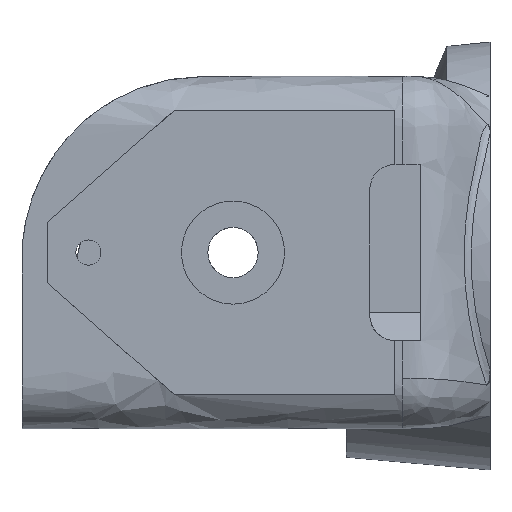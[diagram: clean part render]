
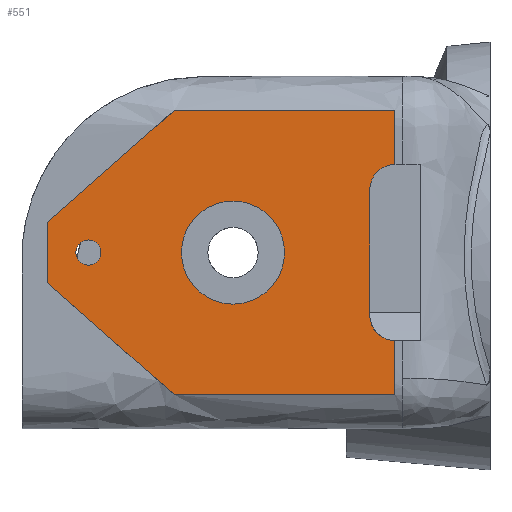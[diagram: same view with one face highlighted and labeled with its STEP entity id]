
A CAD part, left-side view. The second image highlights one B-rep face of the part: STEP entity #551.
In plain terms, the highlighted planar face has unit normal (-1, 0, 0).
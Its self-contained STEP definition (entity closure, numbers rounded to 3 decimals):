
#8 = VERTEX_POINT ( 'NONE', #794 ) ;
#51 = ORIENTED_EDGE ( 'NONE', *, *, #1190, .T. ) ;
#127 = VECTOR ( 'NONE', #2672, 1000. ) ;
#163 = PLANE ( 'NONE',  #1932 ) ;
#179 = EDGE_CURVE ( 'NONE', #1103, #293, #627, .T. ) ;
#186 = DIRECTION ( 'NONE',  ( 0., 1., 0. ) ) ;
#190 = CIRCLE ( 'NONE', #2866, 0.5 ) ;
#216 = CARTESIAN_POINT ( 'NONE',  ( -5.75, 4.78, 2.642 ) ) ;
#232 = DIRECTION ( 'NONE',  ( 0., 0., 1. ) ) ;
#253 = EDGE_CURVE ( 'NONE', #2240, #860, #2944, .T. ) ;
#263 = ORIENTED_EDGE ( 'NONE', *, *, #599, .T. ) ;
#276 = CARTESIAN_POINT ( 'NONE',  ( -5.75, 3.78, 2.642 ) ) ;
#293 = VERTEX_POINT ( 'NONE', #2230 ) ;
#312 = DIRECTION ( 'NONE',  ( 1., 0., 0. ) ) ;
#326 = CARTESIAN_POINT ( 'NONE',  ( -5.75, 3.78, -2.358 ) ) ;
#337 = CARTESIAN_POINT ( 'NONE',  ( -5.75, 10.22, 0.142 ) ) ;
#355 = DIRECTION ( 'NONE',  ( 0., 0., 1. ) ) ;
#371 = EDGE_CURVE ( 'NONE', #1338, #8, #2779, .T. ) ;
#398 = CARTESIAN_POINT ( 'NONE',  ( -5.75, 15.97, -0.358 ) ) ;
#488 = EDGE_CURVE ( 'NONE', #1249, #778, #1269, .T. ) ;
#533 = DIRECTION ( 'NONE',  ( 0., 0., 1. ) ) ;
#541 = EDGE_LOOP ( 'NONE', ( #2060, #2477 ) ) ;
#551 = ADVANCED_FACE ( 'NONE', ( #1589, #2743, #1133 ), #163, .F. ) ;
#599 = EDGE_CURVE ( 'NONE', #778, #1249, #190, .T. ) ;
#600 = DIRECTION ( 'NONE',  ( 1., 0., 0. ) ) ;
#627 = LINE ( 'NONE', #2686, #127 ) ;
#643 = AXIS2_PLACEMENT_3D ( 'NONE', #2556, #1185, #2795 ) ;
#663 = VERTEX_POINT ( 'NONE', #1763 ) ;
#778 = VERTEX_POINT ( 'NONE', #398 ) ;
#781 = ORIENTED_EDGE ( 'NONE', *, *, #2190, .T. ) ;
#794 = CARTESIAN_POINT ( 'NONE',  ( -5.75, 12.56, 5.792 ) ) ;
#821 = CARTESIAN_POINT ( 'NONE',  ( -5.75, 3.78, 5.792 ) ) ;
#860 = VERTEX_POINT ( 'NONE', #2628 ) ;
#861 = ORIENTED_EDGE ( 'NONE', *, *, #1824, .T. ) ;
#870 = VECTOR ( 'NONE', #2820, 1000. ) ;
#883 = CARTESIAN_POINT ( 'NONE',  ( -5.75, 3.78, -3.358 ) ) ;
#898 = CARTESIAN_POINT ( 'NONE',  ( -5.75, 4.78, 2.642 ) ) ;
#903 = EDGE_CURVE ( 'NONE', #1086, #663, #1996, .T. ) ;
#956 = DIRECTION ( 'NONE',  ( 0., 0., 1. ) ) ;
#1080 = VECTOR ( 'NONE', #1106, 1000. ) ;
#1086 = VERTEX_POINT ( 'NONE', #2119 ) ;
#1092 = VERTEX_POINT ( 'NONE', #2347 ) ;
#1103 = VERTEX_POINT ( 'NONE', #2334 ) ;
#1104 = VERTEX_POINT ( 'NONE', #1426 ) ;
#1106 = DIRECTION ( 'NONE',  ( 0., 0., 1. ) ) ;
#1117 = CARTESIAN_POINT ( 'NONE',  ( -5.75, 3.78, 5.792 ) ) ;
#1125 = CARTESIAN_POINT ( 'NONE',  ( -5.75, 3.78, -5.508 ) ) ;
#1133 = FACE_OUTER_BOUND ( 'NONE', #1222, .T. ) ;
#1185 = DIRECTION ( 'NONE',  ( 1., 0., 0. ) ) ;
#1188 = CARTESIAN_POINT ( 'NONE',  ( -5.75, 17.61, 1.351 ) ) ;
#1190 = EDGE_CURVE ( 'NONE', #1577, #1092, #2468, .T. ) ;
#1210 = ORIENTED_EDGE ( 'NONE', *, *, #2840, .T. ) ;
#1222 = EDGE_LOOP ( 'NONE', ( #1210, #1688, #1758, #2205, #2526, #2206, #781, #1698, #861, #51 ) ) ;
#1249 = VERTEX_POINT ( 'NONE', #2839 ) ;
#1269 = CIRCLE ( 'NONE', #2274, 0.5 ) ;
#1316 = AXIS2_PLACEMENT_3D ( 'NONE', #337, #600, #1704 ) ;
#1334 = CARTESIAN_POINT ( 'NONE',  ( -5.75, 17.61, 1.351 ) ) ;
#1338 = VERTEX_POINT ( 'NONE', #821 ) ;
#1426 = CARTESIAN_POINT ( 'NONE',  ( -5.75, 3.78, -5.508 ) ) ;
#1537 = CARTESIAN_POINT ( 'NONE',  ( -5.75, 3.78, 5.792 ) ) ;
#1577 = VERTEX_POINT ( 'NONE', #898 ) ;
#1589 = FACE_BOUND ( 'NONE', #2294, .T. ) ;
#1590 = DIRECTION ( 'NONE',  ( 1., 0., 0. ) ) ;
#1599 = CARTESIAN_POINT ( 'NONE',  ( -5.75, 15.97, 0.142 ) ) ;
#1600 = VECTOR ( 'NONE', #2251, 1000. ) ;
#1616 = DIRECTION ( 'NONE',  ( 0., 0., -1. ) ) ;
#1670 = LINE ( 'NONE', #2013, #1080 ) ;
#1688 = ORIENTED_EDGE ( 'NONE', *, *, #371, .T. ) ;
#1698 = ORIENTED_EDGE ( 'NONE', *, *, #253, .T. ) ;
#1704 = DIRECTION ( 'NONE',  ( 0., 0., -1. ) ) ;
#1715 = CARTESIAN_POINT ( 'NONE',  ( -5.75, 15.97, 0.142 ) ) ;
#1758 = ORIENTED_EDGE ( 'NONE', *, *, #2262, .T. ) ;
#1763 = CARTESIAN_POINT ( 'NONE',  ( -5.75, 10.22, 2.192 ) ) ;
#1824 = EDGE_CURVE ( 'NONE', #860, #1577, #2036, .T. ) ;
#1888 = EDGE_CURVE ( 'NONE', #663, #1086, #2568, .T. ) ;
#1918 = DIRECTION ( 'NONE',  ( 1., 0., 0. ) ) ;
#1932 = AXIS2_PLACEMENT_3D ( 'NONE', #2266, #2118, #232 ) ;
#1951 = DIRECTION ( 'NONE',  ( 0., 0., -1. ) ) ;
#1964 = VECTOR ( 'NONE', #956, 1000. ) ;
#1996 = CIRCLE ( 'NONE', #1316, 2.05 ) ;
#2013 = CARTESIAN_POINT ( 'NONE',  ( -5.75, 3.78, -3.358 ) ) ;
#2036 = LINE ( 'NONE', #216, #1964 ) ;
#2060 = ORIENTED_EDGE ( 'NONE', *, *, #903, .T. ) ;
#2066 = LINE ( 'NONE', #1188, #870 ) ;
#2118 = DIRECTION ( 'NONE',  ( 1., 0., 0. ) ) ;
#2119 = CARTESIAN_POINT ( 'NONE',  ( -5.75, 10.22, -1.908 ) ) ;
#2137 = VECTOR ( 'NONE', #2267, 1000. ) ;
#2190 = EDGE_CURVE ( 'NONE', #1104, #2240, #1670, .T. ) ;
#2205 = ORIENTED_EDGE ( 'NONE', *, *, #2515, .T. ) ;
#2206 = ORIENTED_EDGE ( 'NONE', *, *, #2286, .T. ) ;
#2207 = CARTESIAN_POINT ( 'NONE',  ( -5.75, 17.61, 1.351 ) ) ;
#2230 = CARTESIAN_POINT ( 'NONE',  ( -5.75, 12.56, -5.508 ) ) ;
#2237 = AXIS2_PLACEMENT_3D ( 'NONE', #276, #1918, #533 ) ;
#2240 = VERTEX_POINT ( 'NONE', #883 ) ;
#2241 = VECTOR ( 'NONE', #186, 1000. ) ;
#2251 = DIRECTION ( 'NONE',  ( 0., 0.751, -0.66 ) ) ;
#2262 = EDGE_CURVE ( 'NONE', #8, #2976, #2826, .T. ) ;
#2266 = CARTESIAN_POINT ( 'NONE',  ( -5.75, 0., 0. ) ) ;
#2267 = DIRECTION ( 'NONE',  ( 0., -1., 0. ) ) ;
#2274 = AXIS2_PLACEMENT_3D ( 'NONE', #1715, #312, #1951 ) ;
#2286 = EDGE_CURVE ( 'NONE', #293, #1104, #2755, .T. ) ;
#2294 = EDGE_LOOP ( 'NONE', ( #263, #2675 ) ) ;
#2334 = CARTESIAN_POINT ( 'NONE',  ( -5.75, 17.61, -1.067 ) ) ;
#2347 = CARTESIAN_POINT ( 'NONE',  ( -5.75, 3.78, 3.642 ) ) ;
#2389 = AXIS2_PLACEMENT_3D ( 'NONE', #326, #2438, #355 ) ;
#2438 = DIRECTION ( 'NONE',  ( 1., 0., 0. ) ) ;
#2445 = DIRECTION ( 'NONE',  ( 0., 0., 1. ) ) ;
#2467 = LINE ( 'NONE', #1537, #2952 ) ;
#2468 = CIRCLE ( 'NONE', #2237, 1. ) ;
#2477 = ORIENTED_EDGE ( 'NONE', *, *, #1888, .T. ) ;
#2515 = EDGE_CURVE ( 'NONE', #2976, #1103, #2066, .T. ) ;
#2526 = ORIENTED_EDGE ( 'NONE', *, *, #179, .T. ) ;
#2556 = CARTESIAN_POINT ( 'NONE',  ( -5.75, 10.22, 0.142 ) ) ;
#2568 = CIRCLE ( 'NONE', #643, 2.05 ) ;
#2628 = CARTESIAN_POINT ( 'NONE',  ( -5.75, 4.78, -2.358 ) ) ;
#2672 = DIRECTION ( 'NONE',  ( 0., -0.751, -0.66 ) ) ;
#2675 = ORIENTED_EDGE ( 'NONE', *, *, #488, .T. ) ;
#2686 = CARTESIAN_POINT ( 'NONE',  ( -5.75, 17.61, -1.067 ) ) ;
#2743 = FACE_BOUND ( 'NONE', #541, .T. ) ;
#2755 = LINE ( 'NONE', #1125, #2137 ) ;
#2779 = LINE ( 'NONE', #1117, #2241 ) ;
#2795 = DIRECTION ( 'NONE',  ( 0., 0., -1. ) ) ;
#2820 = DIRECTION ( 'NONE',  ( 0., 0., -1. ) ) ;
#2826 = LINE ( 'NONE', #1334, #1600 ) ;
#2839 = CARTESIAN_POINT ( 'NONE',  ( -5.75, 15.97, 0.642 ) ) ;
#2840 = EDGE_CURVE ( 'NONE', #1092, #1338, #2467, .T. ) ;
#2866 = AXIS2_PLACEMENT_3D ( 'NONE', #1599, #1590, #1616 ) ;
#2944 = CIRCLE ( 'NONE', #2389, 1. ) ;
#2952 = VECTOR ( 'NONE', #2445, 1000. ) ;
#2976 = VERTEX_POINT ( 'NONE', #2207 ) ;
